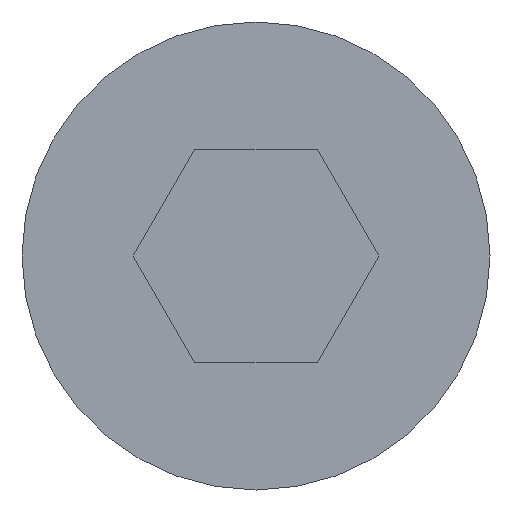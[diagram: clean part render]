
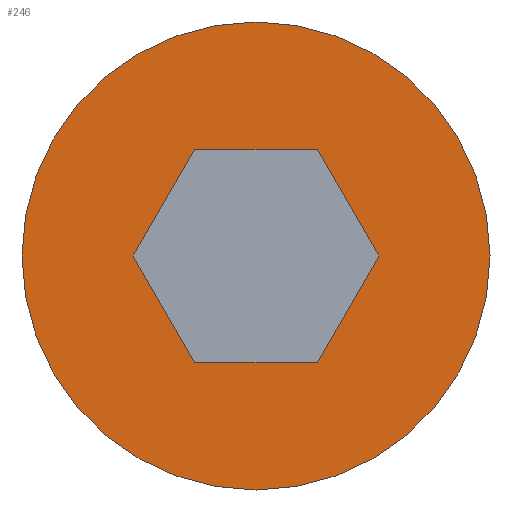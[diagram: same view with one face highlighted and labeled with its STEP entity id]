
A CAD part, front view. The second image highlights one B-rep face of the part: STEP entity #246.
In plain terms, the highlighted planar face has unit normal (0, -1, 0).
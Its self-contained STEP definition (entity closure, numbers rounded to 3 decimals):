
#3 = VECTOR ( 'NONE', #169, 1000. ) ;
#6 = DIRECTION ( 'NONE',  ( -1., 0., 0. ) ) ;
#13 = DIRECTION ( 'NONE',  ( 0., 1., 0. ) ) ;
#15 = LINE ( 'NONE', #233, #230 ) ;
#20 = CARTESIAN_POINT ( 'NONE',  ( 1.443, 0., 0. ) ) ;
#28 = EDGE_CURVE ( 'NONE', #82, #54, #375, .T. ) ;
#30 = VECTOR ( 'NONE', #285, 1000. ) ;
#32 = CARTESIAN_POINT ( 'NONE',  ( 0.722, 0., -1.25 ) ) ;
#33 = VECTOR ( 'NONE', #6, 1000. ) ;
#37 = EDGE_CURVE ( 'NONE', #54, #121, #130, .T. ) ;
#42 = DIRECTION ( 'NONE',  ( -0.5, 0., -0.866 ) ) ;
#47 = LINE ( 'NONE', #291, #407 ) ;
#54 = VERTEX_POINT ( 'NONE', #61 ) ;
#59 = AXIS2_PLACEMENT_3D ( 'NONE', #298, #13, #145 ) ;
#61 = CARTESIAN_POINT ( 'NONE',  ( -0.722, 0., -1.25 ) ) ;
#70 = DIRECTION ( 'NONE',  ( -0.5, 0., 0.866 ) ) ;
#82 = VERTEX_POINT ( 'NONE', #342 ) ;
#110 = ORIENTED_EDGE ( 'NONE', *, *, #37, .F. ) ;
#112 = PLANE ( 'NONE',  #59 ) ;
#121 = VERTEX_POINT ( 'NONE', #32 ) ;
#130 = LINE ( 'NONE', #283, #253 ) ;
#133 = AXIS2_PLACEMENT_3D ( 'NONE', #360, #389, #294 ) ;
#141 = EDGE_CURVE ( 'NONE', #167, #279, #176, .T. ) ;
#145 = DIRECTION ( 'NONE',  ( 0., 0., 1. ) ) ;
#147 = EDGE_CURVE ( 'NONE', #406, #167, #47, .T. ) ;
#148 = ORIENTED_EDGE ( 'NONE', *, *, #250, .F. ) ;
#150 = ORIENTED_EDGE ( 'NONE', *, *, #147, .F. ) ;
#162 = EDGE_CURVE ( 'NONE', #121, #406, #231, .T. ) ;
#167 = VERTEX_POINT ( 'NONE', #267 ) ;
#169 = DIRECTION ( 'NONE',  ( 0.5, 0., 0.866 ) ) ;
#174 = CARTESIAN_POINT ( 'NONE',  ( 0., 0., 0. ) ) ;
#176 = LINE ( 'NONE', #328, #33 ) ;
#183 = AXIS2_PLACEMENT_3D ( 'NONE', #174, #195, #325 ) ;
#186 = ORIENTED_EDGE ( 'NONE', *, *, #232, .F. ) ;
#195 = DIRECTION ( 'NONE',  ( 0., 1., 0. ) ) ;
#196 = ORIENTED_EDGE ( 'NONE', *, *, #28, .F. ) ;
#221 = CARTESIAN_POINT ( 'NONE',  ( -1.443, 0., 0. ) ) ;
#230 = VECTOR ( 'NONE', #42, 1000. ) ;
#231 = LINE ( 'NONE', #293, #3 ) ;
#232 = EDGE_CURVE ( 'NONE', #379, #399, #347, .T. ) ;
#233 = CARTESIAN_POINT ( 'NONE',  ( -0.722, 0., 1.25 ) ) ;
#246 = ADVANCED_FACE ( 'NONE', ( #270, #396 ), #112, .F. ) ;
#250 = EDGE_CURVE ( 'NONE', #399, #379, #289, .T. ) ;
#253 = VECTOR ( 'NONE', #255, 1000. ) ;
#255 = DIRECTION ( 'NONE',  ( 1., 0., 0. ) ) ;
#267 = CARTESIAN_POINT ( 'NONE',  ( 0.722, 0., 1.25 ) ) ;
#270 = FACE_BOUND ( 'NONE', #333, .T. ) ;
#279 = VERTEX_POINT ( 'NONE', #299 ) ;
#283 = CARTESIAN_POINT ( 'NONE',  ( -0.722, 0., -1.25 ) ) ;
#285 = DIRECTION ( 'NONE',  ( 0.5, 0., -0.866 ) ) ;
#289 = CIRCLE ( 'NONE', #133, 2.75 ) ;
#291 = CARTESIAN_POINT ( 'NONE',  ( 1.443, 0., 0. ) ) ;
#293 = CARTESIAN_POINT ( 'NONE',  ( 0.722, 0., -1.25 ) ) ;
#294 = DIRECTION ( 'NONE',  ( 0., 0., 1. ) ) ;
#298 = CARTESIAN_POINT ( 'NONE',  ( 0., 0., 0. ) ) ;
#299 = CARTESIAN_POINT ( 'NONE',  ( -0.722, 0., 1.25 ) ) ;
#300 = ORIENTED_EDGE ( 'NONE', *, *, #162, .F. ) ;
#306 = EDGE_CURVE ( 'NONE', #279, #82, #15, .T. ) ;
#307 = EDGE_LOOP ( 'NONE', ( #148, #186 ) ) ;
#325 = DIRECTION ( 'NONE',  ( 0., 0., 1. ) ) ;
#328 = CARTESIAN_POINT ( 'NONE',  ( 0.722, 0., 1.25 ) ) ;
#333 = EDGE_LOOP ( 'NONE', ( #300, #110, #196, #371, #349, #150 ) ) ;
#342 = CARTESIAN_POINT ( 'NONE',  ( -1.443, 0., 0. ) ) ;
#347 = CIRCLE ( 'NONE', #183, 2.75 ) ;
#349 = ORIENTED_EDGE ( 'NONE', *, *, #141, .F. ) ;
#360 = CARTESIAN_POINT ( 'NONE',  ( 0., 0., 0. ) ) ;
#369 = CARTESIAN_POINT ( 'NONE',  ( 0., 0., 2.75 ) ) ;
#371 = ORIENTED_EDGE ( 'NONE', *, *, #306, .F. ) ;
#375 = LINE ( 'NONE', #221, #30 ) ;
#379 = VERTEX_POINT ( 'NONE', #369 ) ;
#389 = DIRECTION ( 'NONE',  ( 0., 1., 0. ) ) ;
#396 = FACE_OUTER_BOUND ( 'NONE', #307, .T. ) ;
#399 = VERTEX_POINT ( 'NONE', #402 ) ;
#402 = CARTESIAN_POINT ( 'NONE',  ( 0., 0., -2.75 ) ) ;
#406 = VERTEX_POINT ( 'NONE', #20 ) ;
#407 = VECTOR ( 'NONE', #70, 1000. ) ;
